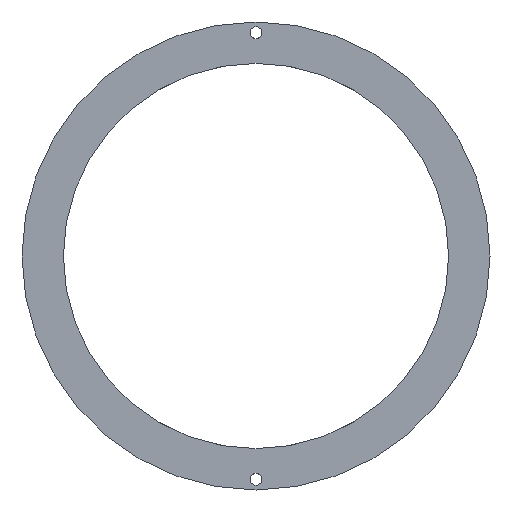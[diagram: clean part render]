
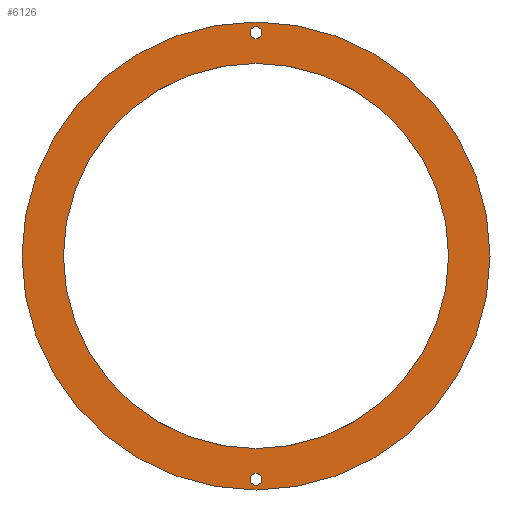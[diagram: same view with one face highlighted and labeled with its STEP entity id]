
A CAD part, front view. The second image highlights one B-rep face of the part: STEP entity #6126.
In plain terms, the highlighted planar face has unit normal (0, -1, 0).
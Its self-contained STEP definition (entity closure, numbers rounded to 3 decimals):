
#100 = CARTESIAN_POINT ( 'NONE',  ( 0., 0., 60.35 ) ) ;
#106 = VERTEX_POINT ( 'NONE', #4089 ) ;
#135 = PLANE ( 'NONE',  #2012 ) ;
#246 = ORIENTED_EDGE ( 'NONE', *, *, #2250, .F. ) ;
#294 = CARTESIAN_POINT ( 'NONE',  ( 0., 0., 0. ) ) ;
#302 = DIRECTION ( 'NONE',  ( 0., 1., 0. ) ) ;
#427 = CIRCLE ( 'NONE', #5041, 53.5 ) ;
#469 = CIRCLE ( 'NONE', #5086, 65. ) ;
#533 = CARTESIAN_POINT ( 'NONE',  ( 0., 0., -60.35 ) ) ;
#562 = CARTESIAN_POINT ( 'NONE',  ( 0., 0., -63.65 ) ) ;
#796 = VERTEX_POINT ( 'NONE', #5163 ) ;
#816 = CARTESIAN_POINT ( 'NONE',  ( 0., 0., 62. ) ) ;
#944 = ORIENTED_EDGE ( 'NONE', *, *, #4048, .T. ) ;
#946 = VERTEX_POINT ( 'NONE', #533 ) ;
#1306 = CIRCLE ( 'NONE', #2506, 53.5 ) ;
#1481 = DIRECTION ( 'NONE',  ( 0., 1., 0. ) ) ;
#1609 = ORIENTED_EDGE ( 'NONE', *, *, #2306, .F. ) ;
#1659 = DIRECTION ( 'NONE',  ( 0., 0., -1. ) ) ;
#1673 = VERTEX_POINT ( 'NONE', #4398 ) ;
#1688 = ORIENTED_EDGE ( 'NONE', *, *, #3767, .T. ) ;
#1730 = EDGE_CURVE ( 'NONE', #8010, #946, #6688, .T. ) ;
#1827 = AXIS2_PLACEMENT_3D ( 'NONE', #3522, #302, #7876 ) ;
#2012 = AXIS2_PLACEMENT_3D ( 'NONE', #4474, #2586, #6960 ) ;
#2102 = CIRCLE ( 'NONE', #5120, 1.65 ) ;
#2186 = ORIENTED_EDGE ( 'NONE', *, *, #1730, .T. ) ;
#2250 = EDGE_CURVE ( 'NONE', #106, #1673, #427, .T. ) ;
#2269 = DIRECTION ( 'NONE',  ( 0., 0., -1. ) ) ;
#2306 = EDGE_CURVE ( 'NONE', #1673, #106, #1306, .T. ) ;
#2506 = AXIS2_PLACEMENT_3D ( 'NONE', #4754, #3513, #7289 ) ;
#2534 = EDGE_CURVE ( 'NONE', #6111, #2667, #3679, .T. ) ;
#2586 = DIRECTION ( 'NONE',  ( 0., -1., 0. ) ) ;
#2638 = CARTESIAN_POINT ( 'NONE',  ( 0., 0., -62. ) ) ;
#2667 = VERTEX_POINT ( 'NONE', #100 ) ;
#2695 = EDGE_LOOP ( 'NONE', ( #246, #1609 ) ) ;
#2890 = AXIS2_PLACEMENT_3D ( 'NONE', #3440, #4805, #6046 ) ;
#2908 = DIRECTION ( 'NONE',  ( 0., -1., 0. ) ) ;
#3080 = DIRECTION ( 'NONE',  ( 0., 1., 0. ) ) ;
#3435 = ORIENTED_EDGE ( 'NONE', *, *, #2534, .T. ) ;
#3440 = CARTESIAN_POINT ( 'NONE',  ( 0., 0., 0. ) ) ;
#3513 = DIRECTION ( 'NONE',  ( 0., -1., 0. ) ) ;
#3522 = CARTESIAN_POINT ( 'NONE',  ( 0., 0., -62. ) ) ;
#3651 = CARTESIAN_POINT ( 'NONE',  ( 0., 0., 65. ) ) ;
#3679 = CIRCLE ( 'NONE', #6056, 1.65 ) ;
#3767 = EDGE_CURVE ( 'NONE', #6955, #796, #469, .T. ) ;
#3776 = AXIS2_PLACEMENT_3D ( 'NONE', #2638, #3080, #7672 ) ;
#3937 = FACE_BOUND ( 'NONE', #4728, .T. ) ;
#4032 = CARTESIAN_POINT ( 'NONE',  ( 0., 0., 0. ) ) ;
#4048 = EDGE_CURVE ( 'NONE', #946, #8010, #5509, .T. ) ;
#4083 = EDGE_CURVE ( 'NONE', #796, #6955, #6443, .T. ) ;
#4089 = CARTESIAN_POINT ( 'NONE',  ( 0., 0., -53.5 ) ) ;
#4192 = DIRECTION ( 'NONE',  ( 0., -1., 0. ) ) ;
#4310 = CARTESIAN_POINT ( 'NONE',  ( 0., 0., 63.65 ) ) ;
#4398 = CARTESIAN_POINT ( 'NONE',  ( 0., 0., 53.5 ) ) ;
#4474 = CARTESIAN_POINT ( 'NONE',  ( 53.5, 0., 0. ) ) ;
#4554 = FACE_OUTER_BOUND ( 'NONE', #5292, .T. ) ;
#4728 = EDGE_LOOP ( 'NONE', ( #3435, #6773 ) ) ;
#4754 = CARTESIAN_POINT ( 'NONE',  ( 0., 0., 0. ) ) ;
#4805 = DIRECTION ( 'NONE',  ( 0., -1., 0. ) ) ;
#5041 = AXIS2_PLACEMENT_3D ( 'NONE', #294, #2908, #1659 ) ;
#5086 = AXIS2_PLACEMENT_3D ( 'NONE', #4032, #4192, #2269 ) ;
#5120 = AXIS2_PLACEMENT_3D ( 'NONE', #816, #1481, #5323 ) ;
#5163 = CARTESIAN_POINT ( 'NONE',  ( 0., 0., -65. ) ) ;
#5292 = EDGE_LOOP ( 'NONE', ( #6690, #1688 ) ) ;
#5320 = CARTESIAN_POINT ( 'NONE',  ( 0., 0., 62. ) ) ;
#5323 = DIRECTION ( 'NONE',  ( 0., 0., 1. ) ) ;
#5509 = CIRCLE ( 'NONE', #1827, 1.65 ) ;
#5560 = EDGE_LOOP ( 'NONE', ( #944, #2186 ) ) ;
#5716 = FACE_BOUND ( 'NONE', #2695, .T. ) ;
#6046 = DIRECTION ( 'NONE',  ( 0., 0., -1. ) ) ;
#6056 = AXIS2_PLACEMENT_3D ( 'NONE', #5320, #7852, #6409 ) ;
#6111 = VERTEX_POINT ( 'NONE', #4310 ) ;
#6126 = ADVANCED_FACE ( 'NONE', ( #3937, #7086, #4554, #5716 ), #135, .T. ) ;
#6409 = DIRECTION ( 'NONE',  ( 0., 0., 1. ) ) ;
#6443 = CIRCLE ( 'NONE', #2890, 65. ) ;
#6688 = CIRCLE ( 'NONE', #3776, 1.65 ) ;
#6690 = ORIENTED_EDGE ( 'NONE', *, *, #4083, .T. ) ;
#6773 = ORIENTED_EDGE ( 'NONE', *, *, #6787, .T. ) ;
#6787 = EDGE_CURVE ( 'NONE', #2667, #6111, #2102, .T. ) ;
#6955 = VERTEX_POINT ( 'NONE', #3651 ) ;
#6960 = DIRECTION ( 'NONE',  ( 0., 0., -1. ) ) ;
#7086 = FACE_BOUND ( 'NONE', #5560, .T. ) ;
#7289 = DIRECTION ( 'NONE',  ( 0., 0., -1. ) ) ;
#7672 = DIRECTION ( 'NONE',  ( 0., 0., 1. ) ) ;
#7852 = DIRECTION ( 'NONE',  ( 0., 1., 0. ) ) ;
#7876 = DIRECTION ( 'NONE',  ( 0., 0., 1. ) ) ;
#8010 = VERTEX_POINT ( 'NONE', #562 ) ;
